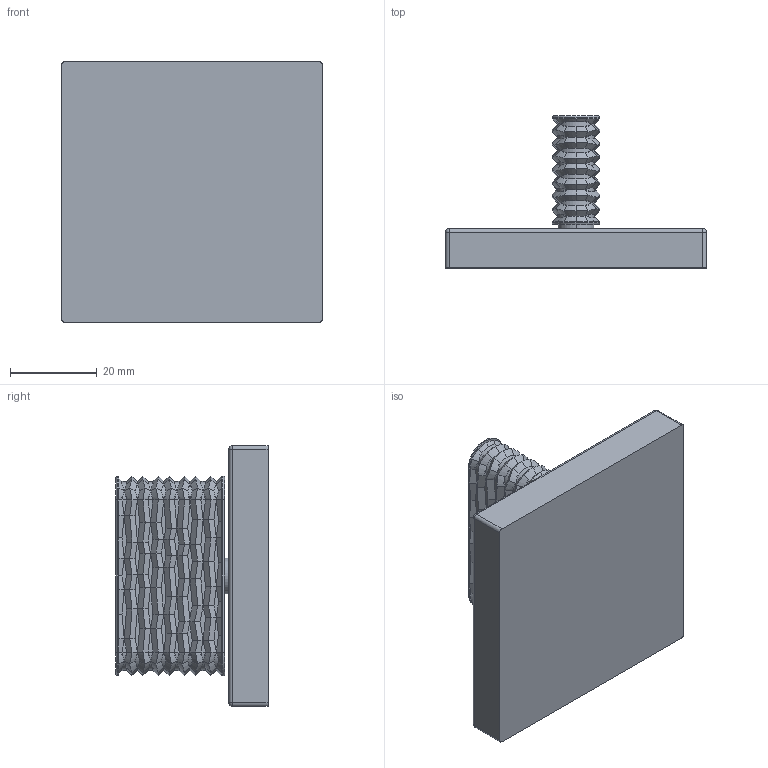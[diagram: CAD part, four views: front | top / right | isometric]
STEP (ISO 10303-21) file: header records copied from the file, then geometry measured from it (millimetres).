
FILE_DESCRIPTION (( 'STEP AP203' ), '1' );
FILE_NAME ('20002706-00.STEP', '2018-07-03T14:17:25', ( '' ), ( '' ), 'SwSTEP 2.0', 'SolidWorks 2017', '' );
FILE_SCHEMA (( 'CONFIG_CONTROL_DESIGN' ));
Length unit declared in the file: millimetre
Products named in the file (3): Planungsmodell_Rosette-+-09.27.78.033-01_K1; Planungsmodell_Griff-+-09.20.70.053.90-01; 20002706-00
Assembly tree (2 placements, depth 2):
  20002706-00
    Planungsmodell_Rosette-+-09.27.78.033-01_K1
    Planungsmodell_Griff-+-09.20.70.053.90-01
Bounding box: 60 x 34.99 x 60 mm (x, y, z)
Volume: 42603.2 mm3; surface area: 13697.4 mm2
Topology: 2 solids, 2 shells, 671 faces, 1734 edges, 970 vertices
Faces by surface type: plane 359, bspline 280, cylinder 24, sphere 4, torus 4
Entity records: 28875 total; most frequent: CARTESIAN_POINT 14690, ORIENTED_EDGE 3460, DIRECTION 1872, EDGE_CURVE 1730, VERTEX_POINT 970, VECTOR 936, LINE 936, B_SPLINE_CURVE_WITH_KNOTS 722
